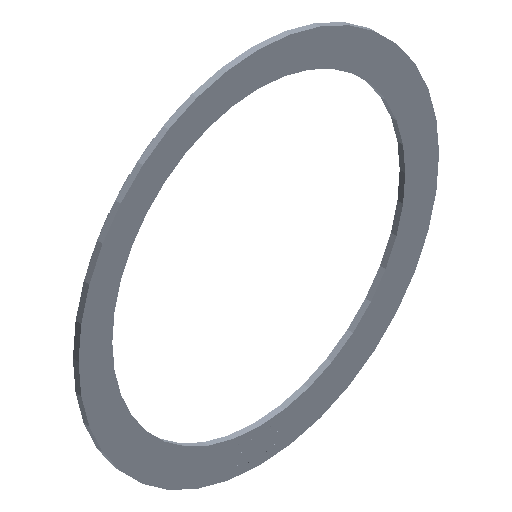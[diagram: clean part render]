
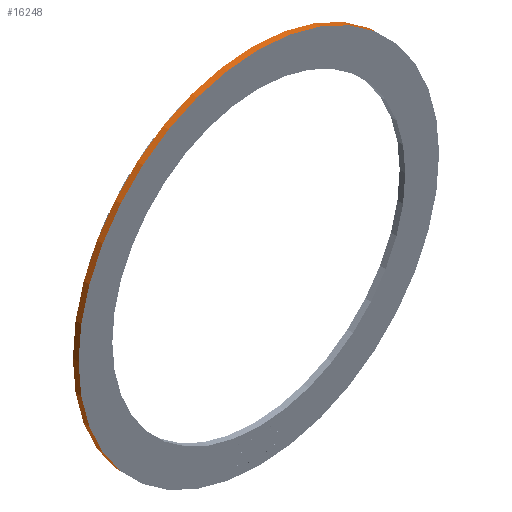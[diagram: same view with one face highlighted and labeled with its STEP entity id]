
A CAD part, isometric view. The second image highlights one B-rep face of the part: STEP entity #16248.
In plain terms, the highlighted cylindrical face has radius 48 mm (diameter 96 mm), a full revolution.
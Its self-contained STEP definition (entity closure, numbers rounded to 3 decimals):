
#1593=CIRCLE('',#17033,48.);
#1644=CIRCLE('',#17227,48.);
#1731=CYLINDRICAL_SURFACE('',#17226,48.);
#2621=FACE_OUTER_BOUND('',#3585,.T.);
#3585=EDGE_LOOP('',(#14820,#14821,#14822,#14823));
#5044=LINE('',#35745,#6500);
#6500=VECTOR('',#20611,48.);
#7501=VERTEX_POINT('',#32211);
#7986=VERTEX_POINT('',#35744);
#9541=EDGE_CURVE('',#7501,#7501,#1593,.T.);
#10268=EDGE_CURVE('',#7501,#7986,#5044,.T.);
#10269=EDGE_CURVE('',#7986,#7986,#1644,.T.);
#14820=ORIENTED_EDGE('',*,*,#9541,.F.);
#14821=ORIENTED_EDGE('',*,*,#10268,.T.);
#14822=ORIENTED_EDGE('',*,*,#10269,.F.);
#14823=ORIENTED_EDGE('',*,*,#10268,.F.);
#16248=ADVANCED_FACE('',(#2621),#1731,.T.);
#17033=AXIS2_PLACEMENT_3D('',#32212,#19789,#19790);
#17226=AXIS2_PLACEMENT_3D('',#35743,#20609,#20610);
#17227=AXIS2_PLACEMENT_3D('',#35746,#20612,#20613);
#19789=DIRECTION('center_axis',(0.,-1.,0.));
#19790=DIRECTION('ref_axis',(1.,0.,0.));
#20609=DIRECTION('center_axis',(0.,-1.,0.));
#20610=DIRECTION('ref_axis',(1.,0.,0.));
#20611=DIRECTION('',(0.,1.,0.));
#20612=DIRECTION('center_axis',(0.,1.,0.));
#20613=DIRECTION('ref_axis',(1.,0.,0.));
#32211=CARTESIAN_POINT('',(-48.,-1.5,0.));
#32212=CARTESIAN_POINT('Origin',(0.,-1.5,0.));
#35743=CARTESIAN_POINT('Origin',(0.,0.,0.));
#35744=CARTESIAN_POINT('',(-48.,0.,0.));
#35745=CARTESIAN_POINT('',(-48.,0.,0.));
#35746=CARTESIAN_POINT('Origin',(0.,0.,0.));
